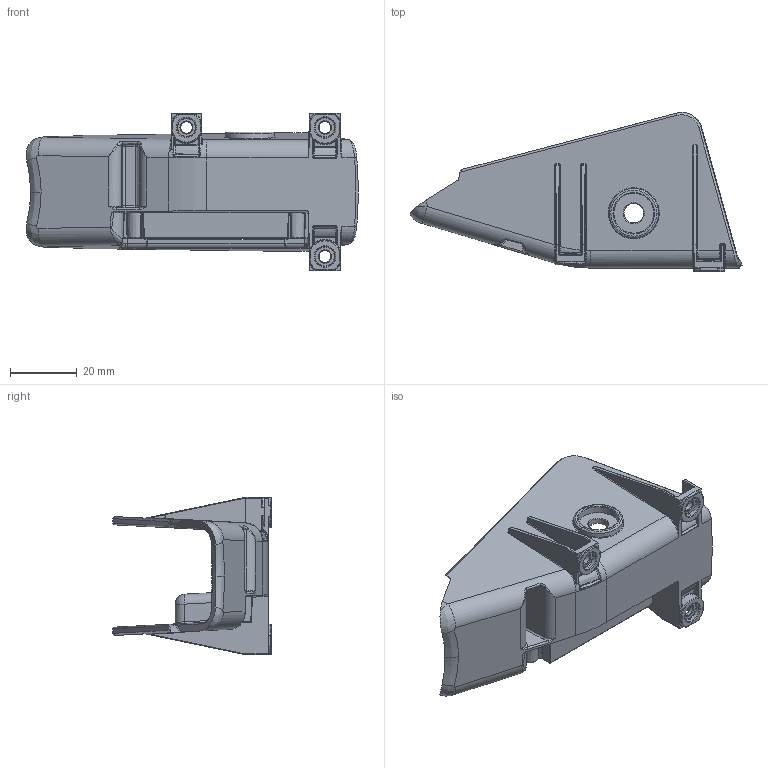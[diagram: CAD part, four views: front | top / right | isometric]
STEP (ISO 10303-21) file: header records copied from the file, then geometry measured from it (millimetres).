
FILE_DESCRIPTION (( 'STEP AP203' ), '1' );
FILE_NAME ('FC-HWA-00582_Default_sldprt.STEP', '2020-02-25T18:04:10', ( 'WinAdmin User' ), ( 'MathWorks' ), 'SwSTEP 2.0', 'SolidWorks 2019', '' );
FILE_SCHEMA (( 'CONFIG_CONTROL_DESIGN' ));
Length unit declared in the file: millimetre
Products named in the file (1): FC-HWA-00582_Default_sldprt
Bounding box: 99.77 x 47.75 x 47.2 mm (x, y, z)
Volume: 20706.2 mm3; surface area: 20250.7 mm2
Topology: 1 solids, 1 shells, 982 faces, 2299 edges, 1292 vertices
Faces by surface type: bspline 318, cylinder 311, plane 142, sphere 85, torus 67, cone 59
Entity records: 34585 total; most frequent: CARTESIAN_POINT 15050, ORIENTED_EDGE 4528, DIRECTION 3660, EDGE_CURVE 2264, AXIS2_PLACEMENT_3D 1487, VERTEX_POINT 1291, EDGE_LOOP 999, ADVANCED_FACE 982
